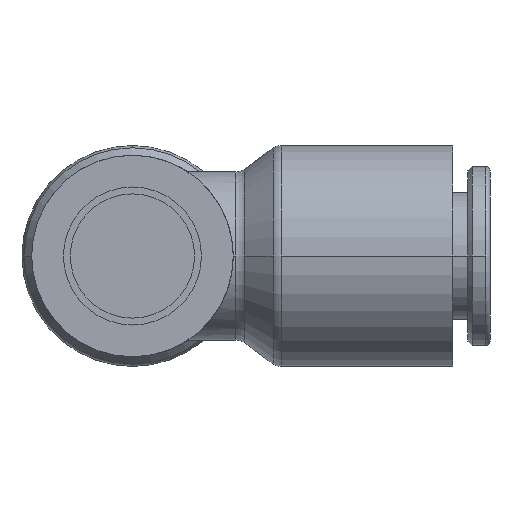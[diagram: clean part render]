
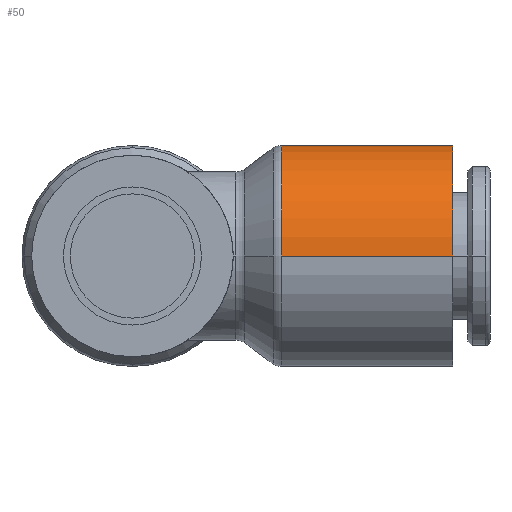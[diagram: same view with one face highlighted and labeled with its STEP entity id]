
A CAD part, front view. The second image highlights one B-rep face of the part: STEP entity #50.
In plain terms, the highlighted cylindrical face has radius 8 mm (diameter 16 mm), a partial arc.
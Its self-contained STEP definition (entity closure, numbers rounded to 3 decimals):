
#50=ADVANCED_FACE('',(#140),#141,.T.);
#140=FACE_OUTER_BOUND('',#321,.T.);
#141=CYLINDRICAL_SURFACE('',#322,8.0);
#321=EDGE_LOOP('',(#529,#530,#531,#532,#533));
#322=AXIS2_PLACEMENT_3D('',#534,#535,#536);
#529=ORIENTED_EDGE('',*,*,#1205,.F.);
#530=ORIENTED_EDGE('',*,*,#1206,.T.);
#531=ORIENTED_EDGE('',*,*,#1207,.T.);
#532=ORIENTED_EDGE('',*,*,#1208,.F.);
#533=ORIENTED_EDGE('',*,*,#1209,.F.);
#534=CARTESIAN_POINT('',(17.0,30.6,0.0));
#535=DIRECTION('',(1.0,0.0,0.0));
#536=DIRECTION('',(0.0,1.0,0.0));
#1205=EDGE_CURVE('',#1440,#1441,#1442,.T.);
#1206=EDGE_CURVE('',#1440,#1443,#1444,.T.);
#1207=EDGE_CURVE('',#1443,#1445,#1446,.T.);
#1208=EDGE_CURVE('',#1447,#1445,#1448,.T.);
#1209=EDGE_CURVE('',#1441,#1447,#1449,.T.);
#1440=VERTEX_POINT('',#1806);
#1441=VERTEX_POINT('',#1807);
#1442=LINE('',#1808,#1809);
#1443=VERTEX_POINT('',#1810);
#1444=CIRCLE('',#1811,8.0);
#1445=VERTEX_POINT('',#1812);
#1446=CIRCLE('',#1813,8.0);
#1447=VERTEX_POINT('',#1814);
#1448=LINE('',#1815,#1816);
#1449=CIRCLE('',#1817,8.0);
#1806=CARTESIAN_POINT('',(10.8,38.6,0.0));
#1807=CARTESIAN_POINT('',(23.2,38.6,0.0));
#1808=CARTESIAN_POINT('',(17.0,38.6,0.));
#1809=VECTOR('',#2503,1.0);
#1810=CARTESIAN_POINT('',(10.8,30.6,8.0));
#1811=AXIS2_PLACEMENT_3D('',#2504,#2505,#2506);
#1812=CARTESIAN_POINT('',(10.8,22.6,0.));
#1813=AXIS2_PLACEMENT_3D('',#2507,#2508,#2509);
#1814=CARTESIAN_POINT('',(23.2,22.6,0.));
#1815=CARTESIAN_POINT('',(17.0,22.6,0.));
#1816=VECTOR('',#2510,1.0);
#1817=AXIS2_PLACEMENT_3D('',#2511,#2512,#2513);
#2503=DIRECTION('',(1.0,0.0,0.0));
#2504=CARTESIAN_POINT('',(10.8,30.6,0.0));
#2505=DIRECTION('',(1.0,0.0,0.0));
#2506=DIRECTION('',(0.0,1.0,0.0));
#2507=CARTESIAN_POINT('',(10.8,30.6,0.0));
#2508=DIRECTION('',(1.0,0.0,0.0));
#2509=DIRECTION('',(0.0,1.0,0.0));
#2510=DIRECTION('',(-1.0,-0.0,-0.0));
#2511=CARTESIAN_POINT('',(23.2,30.6,0.0));
#2512=DIRECTION('',(1.0,0.0,0.0));
#2513=DIRECTION('',(0.0,1.0,0.0));
